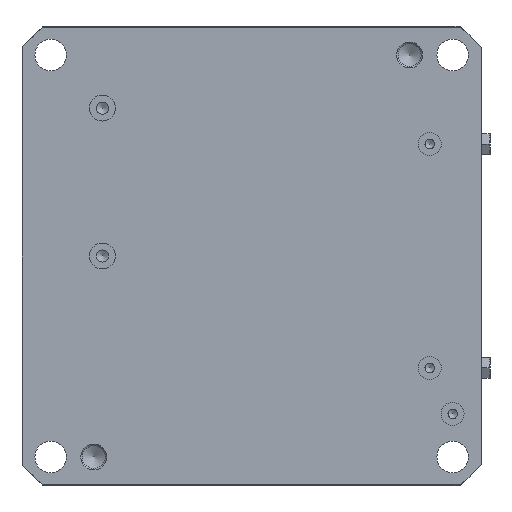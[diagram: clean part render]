
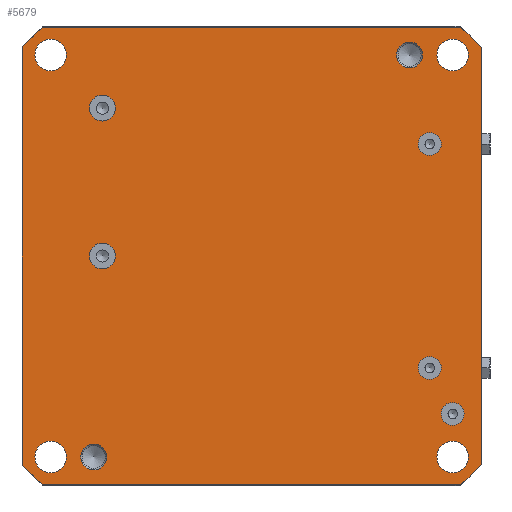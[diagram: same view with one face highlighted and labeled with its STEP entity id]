
A CAD part, front view. The second image highlights one B-rep face of the part: STEP entity #5679.
In plain terms, the highlighted planar face has unit normal (0, -1, 0).
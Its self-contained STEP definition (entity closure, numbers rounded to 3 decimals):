
#308=LINE('',#9161,#791);
#314=LINE('',#9173,#797);
#338=LINE('',#9235,#821);
#339=LINE('',#9240,#822);
#791=VECTOR('',#7321,145.107);
#797=VECTOR('',#7329,145.107);
#821=VECTOR('',#7369,145.766);
#822=VECTOR('',#7374,145.766);
#1190=PLANE('',#6341);
#1445=FACE_BOUND('',#2077,.T.);
#1446=FACE_BOUND('',#2078,.T.);
#1447=FACE_BOUND('',#2079,.T.);
#1448=FACE_BOUND('',#2080,.T.);
#1449=FACE_BOUND('',#2081,.T.);
#1450=FACE_BOUND('',#2082,.T.);
#1451=FACE_BOUND('',#2083,.T.);
#1452=FACE_BOUND('',#2084,.T.);
#1453=FACE_BOUND('',#2085,.T.);
#1454=FACE_BOUND('',#2086,.T.);
#1455=FACE_BOUND('',#2087,.T.);
#1670=FACE_OUTER_BOUND('',#2076,.T.);
#2076=EDGE_LOOP('',(#4445,#4446,#4447,#4448,#4449,#4450,#4451,#4452));
#2077=EDGE_LOOP('',(#4453));
#2078=EDGE_LOOP('',(#4454));
#2079=EDGE_LOOP('',(#4455));
#2080=EDGE_LOOP('',(#4456));
#2081=EDGE_LOOP('',(#4457));
#2082=EDGE_LOOP('',(#4458));
#2083=EDGE_LOOP('',(#4459));
#2084=EDGE_LOOP('',(#4460));
#2085=EDGE_LOOP('',(#4461));
#2086=EDGE_LOOP('',(#4462));
#2087=EDGE_LOOP('',(#4463));
#2447=CIRCLE('',#6267,4.5);
#2450=CIRCLE('',#6273,4.5);
#2463=CIRCLE('',#6299,4.);
#2465=CIRCLE('',#6302,4.);
#2467=CIRCLE('',#6305,4.5);
#2469=CIRCLE('',#6308,4.5);
#2471=CIRCLE('',#6311,4.);
#2472=CIRCLE('',#6313,5.5);
#2474=CIRCLE('',#6316,5.5);
#2476=CIRCLE('',#6319,5.5);
#2478=CIRCLE('',#6322,5.5);
#2492=CIRCLE('',#6342,108.);
#2493=CIRCLE('',#6343,108.);
#2494=CIRCLE('',#6344,108.);
#2495=CIRCLE('',#6345,108.);
#2745=VERTEX_POINT('',#8988);
#2748=VERTEX_POINT('',#8997);
#2761=VERTEX_POINT('',#9036);
#2763=VERTEX_POINT('',#9041);
#2765=VERTEX_POINT('',#9046);
#2767=VERTEX_POINT('',#9051);
#2769=VERTEX_POINT('',#9056);
#2770=VERTEX_POINT('',#9059);
#2772=VERTEX_POINT('',#9064);
#2774=VERTEX_POINT('',#9069);
#2776=VERTEX_POINT('',#9074);
#2817=VERTEX_POINT('',#9158);
#2818=VERTEX_POINT('',#9160);
#2822=VERTEX_POINT('',#9170);
#2823=VERTEX_POINT('',#9172);
#2852=VERTEX_POINT('',#9232);
#2853=VERTEX_POINT('',#9234);
#2854=VERTEX_POINT('',#9237);
#2855=VERTEX_POINT('',#9239);
#3357=EDGE_CURVE('',#2745,#2745,#2447,.T.);
#3360=EDGE_CURVE('',#2748,#2748,#2450,.T.);
#3373=EDGE_CURVE('',#2761,#2761,#2463,.T.);
#3375=EDGE_CURVE('',#2763,#2763,#2465,.T.);
#3377=EDGE_CURVE('',#2765,#2765,#2467,.T.);
#3379=EDGE_CURVE('',#2767,#2767,#2469,.T.);
#3381=EDGE_CURVE('',#2769,#2769,#2471,.T.);
#3382=EDGE_CURVE('',#2770,#2770,#2472,.T.);
#3384=EDGE_CURVE('',#2772,#2772,#2474,.T.);
#3386=EDGE_CURVE('',#2774,#2774,#2476,.T.);
#3388=EDGE_CURVE('',#2776,#2776,#2478,.T.);
#3430=EDGE_CURVE('',#2817,#2818,#308,.T.);
#3436=EDGE_CURVE('',#2823,#2822,#314,.T.);
#3466=EDGE_CURVE('',#2852,#2817,#2492,.T.);
#3467=EDGE_CURVE('',#2852,#2853,#338,.T.);
#3468=EDGE_CURVE('',#2823,#2853,#2493,.T.);
#3469=EDGE_CURVE('',#2854,#2822,#2494,.T.);
#3470=EDGE_CURVE('',#2855,#2854,#339,.T.);
#3471=EDGE_CURVE('',#2818,#2855,#2495,.T.);
#4445=ORIENTED_EDGE('',*,*,#3466,.F.);
#4446=ORIENTED_EDGE('',*,*,#3467,.T.);
#4447=ORIENTED_EDGE('',*,*,#3468,.F.);
#4448=ORIENTED_EDGE('',*,*,#3436,.T.);
#4449=ORIENTED_EDGE('',*,*,#3469,.F.);
#4450=ORIENTED_EDGE('',*,*,#3470,.F.);
#4451=ORIENTED_EDGE('',*,*,#3471,.F.);
#4452=ORIENTED_EDGE('',*,*,#3430,.F.);
#4453=ORIENTED_EDGE('',*,*,#3357,.F.);
#4454=ORIENTED_EDGE('',*,*,#3388,.T.);
#4455=ORIENTED_EDGE('',*,*,#3386,.T.);
#4456=ORIENTED_EDGE('',*,*,#3384,.T.);
#4457=ORIENTED_EDGE('',*,*,#3382,.T.);
#4458=ORIENTED_EDGE('',*,*,#3381,.F.);
#4459=ORIENTED_EDGE('',*,*,#3379,.F.);
#4460=ORIENTED_EDGE('',*,*,#3377,.F.);
#4461=ORIENTED_EDGE('',*,*,#3375,.F.);
#4462=ORIENTED_EDGE('',*,*,#3373,.F.);
#4463=ORIENTED_EDGE('',*,*,#3360,.F.);
#5679=ADVANCED_FACE('',(#1670,#1445,#1446,#1447,#1448,#1449,#1450,#1451,
#1452,#1453,#1454,#1455),#1190,.F.);
#6267=AXIS2_PLACEMENT_3D('',#8989,#7155,#7156);
#6273=AXIS2_PLACEMENT_3D('',#8998,#7167,#7168);
#6299=AXIS2_PLACEMENT_3D('',#9037,#7219,#7220);
#6302=AXIS2_PLACEMENT_3D('',#9042,#7225,#7226);
#6305=AXIS2_PLACEMENT_3D('',#9047,#7231,#7232);
#6308=AXIS2_PLACEMENT_3D('',#9052,#7237,#7238);
#6311=AXIS2_PLACEMENT_3D('',#9057,#7243,#7244);
#6313=AXIS2_PLACEMENT_3D('',#9060,#7247,#7248);
#6316=AXIS2_PLACEMENT_3D('',#9065,#7253,#7254);
#6319=AXIS2_PLACEMENT_3D('',#9070,#7259,#7260);
#6322=AXIS2_PLACEMENT_3D('',#9075,#7265,#7266);
#6341=AXIS2_PLACEMENT_3D('',#9231,#7365,#7366);
#6342=AXIS2_PLACEMENT_3D('',#9233,#7367,#7368);
#6343=AXIS2_PLACEMENT_3D('',#9236,#7370,#7371);
#6344=AXIS2_PLACEMENT_3D('',#9238,#7372,#7373);
#6345=AXIS2_PLACEMENT_3D('',#9241,#7375,#7376);
#7155=DIRECTION('center_axis',(0.,-1.,0.));
#7156=DIRECTION('ref_axis',(0.,0.,-1.));
#7167=DIRECTION('center_axis',(0.,-1.,0.));
#7168=DIRECTION('ref_axis',(0.,0.,-1.));
#7219=DIRECTION('center_axis',(0.,-1.,0.));
#7220=DIRECTION('ref_axis',(0.,0.,-1.));
#7225=DIRECTION('center_axis',(0.,-1.,0.));
#7226=DIRECTION('ref_axis',(0.,0.,-1.));
#7231=DIRECTION('center_axis',(0.,-1.,0.));
#7232=DIRECTION('ref_axis',(0.,0.,-1.));
#7237=DIRECTION('center_axis',(0.,-1.,0.));
#7238=DIRECTION('ref_axis',(0.,0.,-1.));
#7243=DIRECTION('center_axis',(0.,-1.,0.));
#7244=DIRECTION('ref_axis',(0.,0.,-1.));
#7247=DIRECTION('center_axis',(0.,1.,0.));
#7248=DIRECTION('ref_axis',(0.,0.,1.));
#7253=DIRECTION('center_axis',(0.,1.,0.));
#7254=DIRECTION('ref_axis',(0.,0.,1.));
#7259=DIRECTION('center_axis',(0.,1.,0.));
#7260=DIRECTION('ref_axis',(0.,0.,1.));
#7265=DIRECTION('center_axis',(0.,1.,0.));
#7266=DIRECTION('ref_axis',(0.,0.,1.));
#7321=DIRECTION('',(0.,0.,-1.));
#7329=DIRECTION('',(0.,0.,-1.));
#7365=DIRECTION('center_axis',(0.,1.,0.));
#7366=DIRECTION('ref_axis',(0.,0.,1.));
#7367=DIRECTION('center_axis',(0.,1.,0.));
#7368=DIRECTION('ref_axis',(0.,0.,1.));
#7369=DIRECTION('',(-1.,0.,0.));
#7370=DIRECTION('center_axis',(0.,1.,0.));
#7371=DIRECTION('ref_axis',(0.,0.,1.));
#7372=DIRECTION('center_axis',(0.,1.,0.));
#7373=DIRECTION('ref_axis',(0.,0.,1.));
#7374=DIRECTION('',(-1.,0.,0.));
#7375=DIRECTION('center_axis',(0.,1.,0.));
#7376=DIRECTION('ref_axis',(0.,0.,1.));
#8988=CARTESIAN_POINT('',(-55.,0.,-74.5));
#8989=CARTESIAN_POINT('Origin',(-55.,0.,-70.));
#8997=CARTESIAN_POINT('',(55.,0.,65.5));
#8998=CARTESIAN_POINT('Origin',(55.,0.,70.));
#9036=CARTESIAN_POINT('',(62.,0.,35.));
#9037=CARTESIAN_POINT('Origin',(62.,0.,39.));
#9041=CARTESIAN_POINT('',(62.,0.,-43.));
#9042=CARTESIAN_POINT('Origin',(62.,0.,-39.));
#9046=CARTESIAN_POINT('',(-52.,0.,47.));
#9047=CARTESIAN_POINT('Origin',(-52.,0.,51.5));
#9051=CARTESIAN_POINT('',(-52.,0.,-4.5));
#9052=CARTESIAN_POINT('Origin',(-52.,0.,0.));
#9056=CARTESIAN_POINT('',(70.,0.,-59.));
#9057=CARTESIAN_POINT('Origin',(70.,0.,-55.));
#9059=CARTESIAN_POINT('',(70.,0.,75.5));
#9060=CARTESIAN_POINT('Origin',(70.,0.,70.));
#9064=CARTESIAN_POINT('',(-70.,0.,75.5));
#9065=CARTESIAN_POINT('Origin',(-70.,0.,70.));
#9069=CARTESIAN_POINT('',(70.,0.,-64.5));
#9070=CARTESIAN_POINT('Origin',(70.,0.,-70.));
#9074=CARTESIAN_POINT('',(-70.,0.,-64.5));
#9075=CARTESIAN_POINT('Origin',(-70.,0.,-70.));
#9158=CARTESIAN_POINT('',(80.,0.,72.553));
#9160=CARTESIAN_POINT('',(80.,0.,-72.553));
#9161=CARTESIAN_POINT('',(80.,0.,72.553));
#9170=CARTESIAN_POINT('',(-80.,0.,-72.553));
#9172=CARTESIAN_POINT('',(-80.,0.,72.553));
#9173=CARTESIAN_POINT('',(-80.,0.,72.553));
#9231=CARTESIAN_POINT('Origin',(80.,0.,-79.7));
#9232=CARTESIAN_POINT('',(72.883,0.,79.7));
#9233=CARTESIAN_POINT('Origin',(0.,0.,0.));
#9234=CARTESIAN_POINT('',(-72.883,0.,79.7));
#9235=CARTESIAN_POINT('',(72.883,0.,79.7));
#9236=CARTESIAN_POINT('Origin',(0.,0.,0.));
#9237=CARTESIAN_POINT('',(-72.883,0.,-79.7));
#9238=CARTESIAN_POINT('Origin',(0.,0.,0.));
#9239=CARTESIAN_POINT('',(72.883,0.,-79.7));
#9240=CARTESIAN_POINT('',(72.883,0.,-79.7));
#9241=CARTESIAN_POINT('Origin',(0.,0.,0.));
